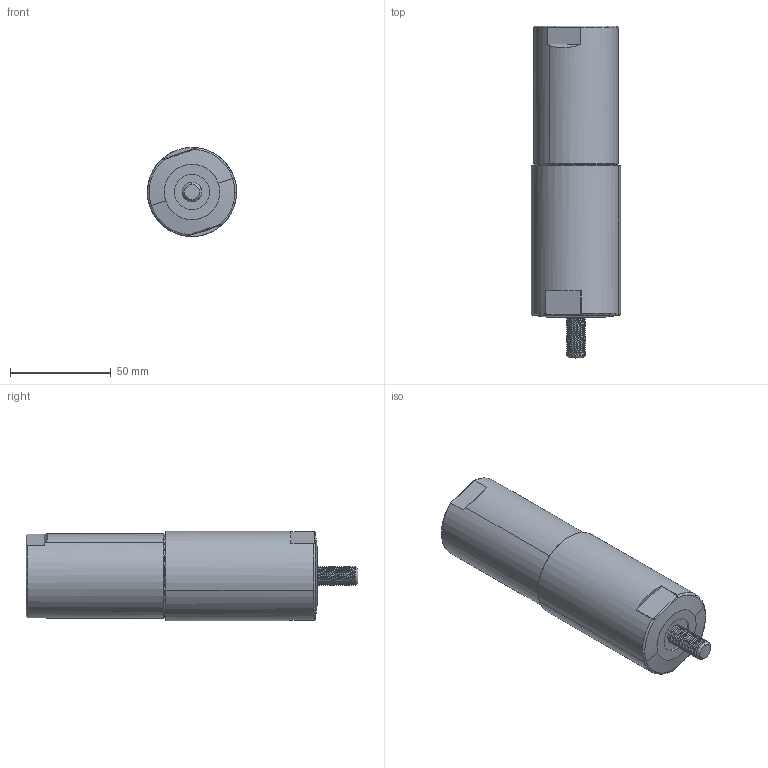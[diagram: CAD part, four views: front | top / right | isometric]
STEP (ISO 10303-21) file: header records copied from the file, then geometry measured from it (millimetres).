
FILE_DESCRIPTION (( 'STEP AP214' ), '1' );
FILE_NAME ('OSM55-055LV.STEP', '2022-01-24T22:12:43', ( '' ), ( '' ), 'SwSTEP 2.0', 'SolidWorks 2021', '' );
FILE_SCHEMA (( 'AUTOMOTIVE_DESIGN' ));
Length unit declared in the file: millimetre
Products named in the file (1): OSM55-055LV
Bounding box: 44.15 x 164.36 x 44.14 mm (x, y, z)
Surface area: 26414.9 mm2 (no closed solid volume)
Topology: 0 solids, 4 shells, 101 faces, 284 edges, 187 vertices
Faces by surface type: cylinder 57, plane 20, cone 12, bspline 9, torus 3
Entity records: 7340 total; most frequent: CARTESIAN_POINT 3893, ORIENTED_EDGE 532, DIRECTION 435, EDGE_CURVE 284, VERTEX_POINT 187, AXIS2_PLACEMENT_3D 171, EDGE_LOOP 107, UNCERTAINTY_MEASURE_WITH_UNIT 103
